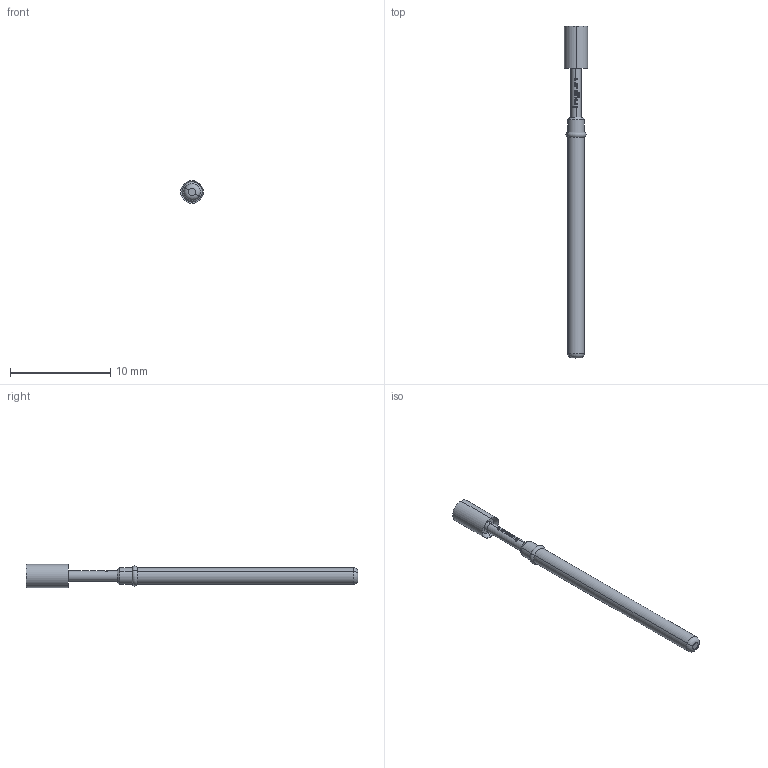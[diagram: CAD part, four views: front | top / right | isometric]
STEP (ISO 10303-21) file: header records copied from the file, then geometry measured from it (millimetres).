
FILE_DESCRIPTION (( 'STEP AP203' ), '1' );
FILE_NAME ('INGUN_GKS-112_002_230_X_xx02_0.STEP', '2020-01-29T14:41:07', ( '' ), ( '' ), 'SwSTEP 2.0', 'SolidWorks 2018', '' );
FILE_SCHEMA (( 'CONFIG_CONTROL_DESIGN' ));
Length unit declared in the file: millimetre
Products named in the file (1): INGUN_GKS-112_002_230_X_xx02_0
Bounding box: 2.3 x 33.1 x 2.3 mm (x, y, z)
Volume: 69.7 mm3; surface area: 187.3 mm2
Topology: 1 solids, 1 shells, 109 faces, 294 edges, 192 vertices
Faces by surface type: plane 45, cylinder 31, bspline 23, cone 6, torus 4
Entity records: 4459 total; most frequent: CARTESIAN_POINT 2123, ORIENTED_EDGE 588, EDGE_CURVE 294, DIRECTION 282, B_SPLINE_CURVE_WITH_KNOTS 222, VERTEX_POINT 192, AXIS2_PLACEMENT_3D 123, EDGE_LOOP 114
